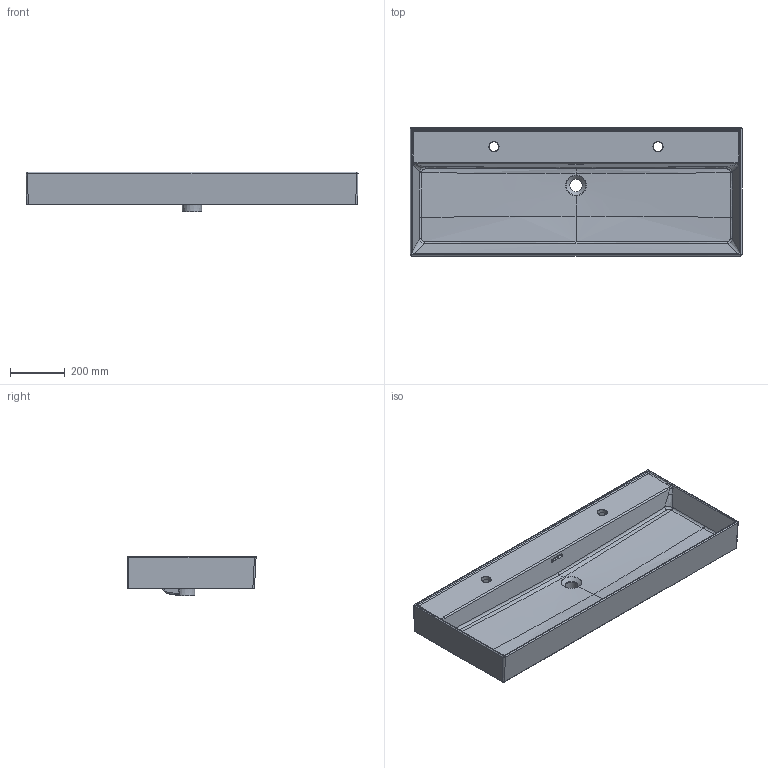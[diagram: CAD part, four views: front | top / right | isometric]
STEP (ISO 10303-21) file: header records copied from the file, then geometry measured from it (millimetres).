
FILE_DESCRIPTION(/* description */ (''),/* implementation_level */ '2;1');
FILE_NAME(/* name */ '1394 çift batarya delikli.stp',/* time_stamp */ '2018-01-11T13:38:04+03:00',/* author */ (''),/* organization */ (''),/* preprocessor_version */ 'ST-DEVELOPER v16',/* originating_system */ 'SIEMENS PLM Software NX 11.0',/* authorisation */ '');
FILE_SCHEMA (('AP203_CONFIGURATION_CONTROLLED_3D_DESIGN_OF_MECHANICAL_PARTS_AND_ASSEMBLIES_MIM_LF { 1 0 10303 403 2 1 2}'));
Length unit declared in the file: millimetre
Products named in the file (1): 1394 çift batarya teknik resim final
Bounding box: 1213.96 x 468.6 x 146 mm (x, y, z)
Volume: 21658411 mm3; surface area: 1903290.2 mm2
Topology: 1 solids, 1 shells, 441 faces, 1047 edges, 595 vertices
Faces by surface type: bspline 288, cylinder 78, plane 42, torus 13, sphere 12, cone 4, extrusion 4
Full cylindrical faces by diameter (mm): 35 x2, 45 x1
Entity records: 21314 total; most frequent: CARTESIAN_POINT 13192, ORIENTED_EDGE 2020, DIRECTION 1172, EDGE_CURVE 1010, VERTEX_POINT 586, AXIS2_PLACEMENT_3D 511, B_SPLINE_CURVE_WITH_KNOTS 498, EDGE_LOOP 470
